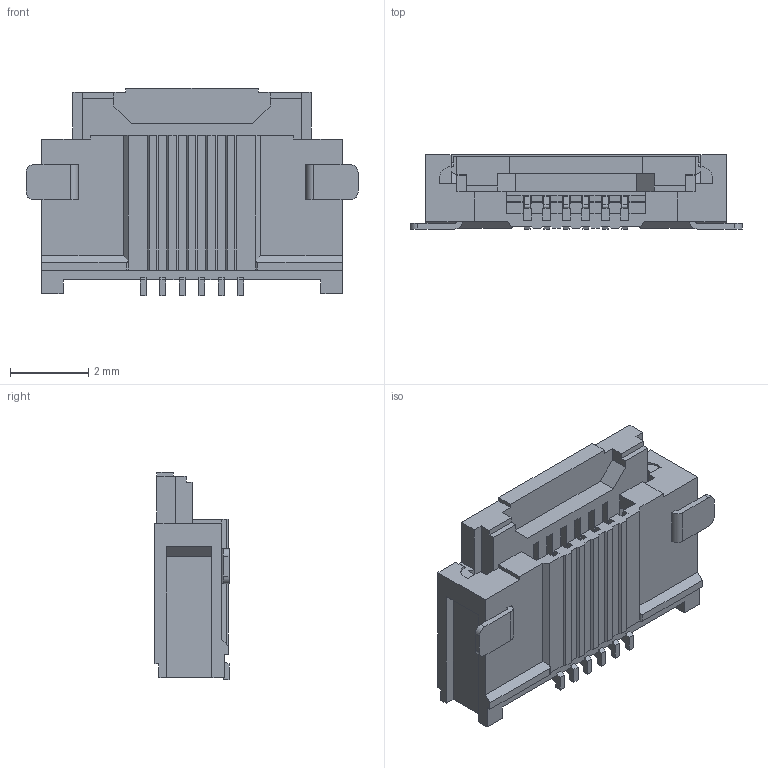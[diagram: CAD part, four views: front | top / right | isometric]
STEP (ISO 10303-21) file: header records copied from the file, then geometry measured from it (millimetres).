
FILE_DESCRIPTION((''),'2;1');
FILE_NAME('5052780633','2022-01-14T',('gga'),(''),'PRO/ENGINEER BY PARAMETRIC TECHNOLOGY CORPORATION, 2016010','PRO/ENGINEER BY PARAMETRIC TECHNOLOGY CORPORATION, 2016010','');
FILE_SCHEMA(('CONFIG_CONTROL_DESIGN'));
Length unit declared in the file: millimetre
Products named in the file (1): 5052780633
Bounding box: 8.5 x 1.9 x 5.3 mm (x, y, z)
Volume: 43.8 mm3; surface area: 213.1 mm2
Topology: 1 solids, 1 shells, 460 faces, 1328 edges, 880 vertices
Faces by surface type: plane 402, cylinder 58
Entity records: 14937 total; most frequent: CARTESIAN_POINT 2676, ORIENTED_EDGE 2656, DIRECTION 2364, EDGE_CURVE 1328, VECTOR 1210, LINE 1210, VERTEX_POINT 880, AXIS2_PLACEMENT_3D 577
